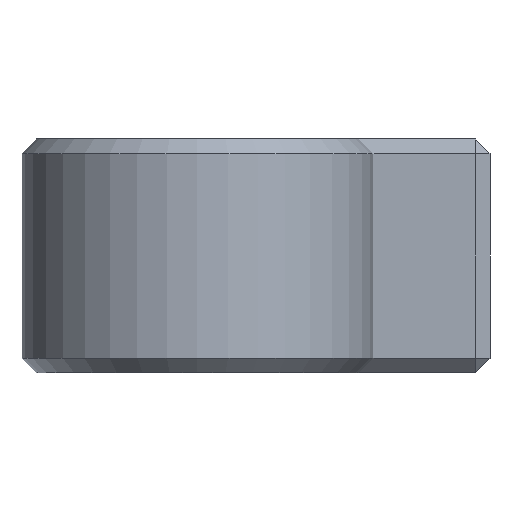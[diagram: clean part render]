
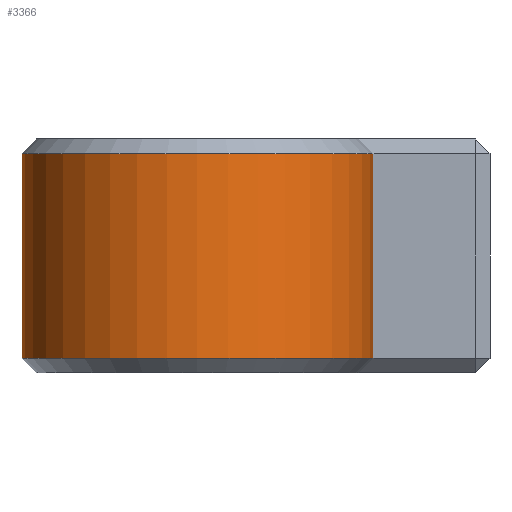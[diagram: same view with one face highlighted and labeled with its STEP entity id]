
A CAD part, front view. The second image highlights one B-rep face of the part: STEP entity #3366.
In plain terms, the highlighted cylindrical face has radius 12 mm (diameter 24 mm), a partial arc.
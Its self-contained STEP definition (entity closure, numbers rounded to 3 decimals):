
#1218 = CONICAL_SURFACE('',#1219,12.,0.785);
#1219 = AXIS2_PLACEMENT_3D('',#1220,#1221,#1222);
#1220 = CARTESIAN_POINT('',(0.,-2.,1.));
#1221 = DIRECTION('',(0.,0.,1.));
#1222 = DIRECTION('',(-1.,0.,0.));
#1485 = CONICAL_SURFACE('',#1486,12.,0.785);
#1486 = AXIS2_PLACEMENT_3D('',#1487,#1488,#1489);
#1487 = CARTESIAN_POINT('',(0.,-2.,15.));
#1488 = DIRECTION('',(-0.,-0.,-1.));
#1489 = DIRECTION('',(-1.,0.,0.));
#2129 = PLANE('',#2130);
#2130 = AXIS2_PLACEMENT_3D('',#2131,#2132,#2133);
#2131 = CARTESIAN_POINT('',(-12.,-2.,0.));
#2132 = DIRECTION('',(1.,0.,0.));
#2133 = DIRECTION('',(0.,0.,1.));
#2189 = VERTEX_POINT('',#2190);
#2190 = CARTESIAN_POINT('',(-12.,-2.,1.));
#2294 = EDGE_CURVE('',#2189,#2295,#2297,.T.);
#2295 = VERTEX_POINT('',#2296);
#2296 = CARTESIAN_POINT('',(12.,-2.,1.));
#2297 = SURFACE_CURVE('',#2298,(#2303,#2310),.PCURVE_S1.);
#2298 = CIRCLE('',#2299,12.);
#2299 = AXIS2_PLACEMENT_3D('',#2300,#2301,#2302);
#2300 = CARTESIAN_POINT('',(0.,-2.,1.));
#2301 = DIRECTION('',(0.,-0.,1.));
#2302 = DIRECTION('',(-1.,0.,0.));
#2303 = PCURVE('',#1218,#2304);
#2304 = DEFINITIONAL_REPRESENTATION('',(#2305),#2309);
#2305 = LINE('',#2306,#2307);
#2306 = CARTESIAN_POINT('',(0.,-0.));
#2307 = VECTOR('',#2308,1.);
#2308 = DIRECTION('',(1.,-0.));
#2309 = ( GEOMETRIC_REPRESENTATION_CONTEXT(2) 
PARAMETRIC_REPRESENTATION_CONTEXT() REPRESENTATION_CONTEXT('2D SPACE',''
  ) );
#2310 = PCURVE('',#2311,#2316);
#2311 = CYLINDRICAL_SURFACE('',#2312,12.);
#2312 = AXIS2_PLACEMENT_3D('',#2313,#2314,#2315);
#2313 = CARTESIAN_POINT('',(0.,-2.,0.));
#2314 = DIRECTION('',(0.,0.,1.));
#2315 = DIRECTION('',(1.,0.,0.));
#2316 = DEFINITIONAL_REPRESENTATION('',(#2317),#2321);
#2317 = LINE('',#2318,#2319);
#2318 = CARTESIAN_POINT('',(3.142,1.));
#2319 = VECTOR('',#2320,1.);
#2320 = DIRECTION('',(1.,0.));
#2321 = ( GEOMETRIC_REPRESENTATION_CONTEXT(2) 
PARAMETRIC_REPRESENTATION_CONTEXT() REPRESENTATION_CONTEXT('2D SPACE',''
  ) );
#2440 = PLANE('',#2441);
#2441 = AXIS2_PLACEMENT_3D('',#2442,#2443,#2444);
#2442 = CARTESIAN_POINT('',(12.,-2.,0.));
#2443 = DIRECTION('',(1.,0.,0.));
#2444 = DIRECTION('',(0.,0.,1.));
#2830 = VERTEX_POINT('',#2831);
#2831 = CARTESIAN_POINT('',(-12.,-2.,15.));
#2924 = EDGE_CURVE('',#2830,#2925,#2927,.T.);
#2925 = VERTEX_POINT('',#2926);
#2926 = CARTESIAN_POINT('',(12.,-2.,15.));
#2927 = SURFACE_CURVE('',#2928,(#2933,#2940),.PCURVE_S1.);
#2928 = CIRCLE('',#2929,12.);
#2929 = AXIS2_PLACEMENT_3D('',#2930,#2931,#2932);
#2930 = CARTESIAN_POINT('',(0.,-2.,15.));
#2931 = DIRECTION('',(0.,0.,1.));
#2932 = DIRECTION('',(-1.,0.,0.));
#2933 = PCURVE('',#1485,#2934);
#2934 = DEFINITIONAL_REPRESENTATION('',(#2935),#2939);
#2935 = LINE('',#2936,#2937);
#2936 = CARTESIAN_POINT('',(-0.,-0.));
#2937 = VECTOR('',#2938,1.);
#2938 = DIRECTION('',(-1.,-0.));
#2939 = ( GEOMETRIC_REPRESENTATION_CONTEXT(2) 
PARAMETRIC_REPRESENTATION_CONTEXT() REPRESENTATION_CONTEXT('2D SPACE',''
  ) );
#2940 = PCURVE('',#2311,#2941);
#2941 = DEFINITIONAL_REPRESENTATION('',(#2942),#2946);
#2942 = LINE('',#2943,#2944);
#2943 = CARTESIAN_POINT('',(3.142,15.));
#2944 = VECTOR('',#2945,1.);
#2945 = DIRECTION('',(1.,0.));
#2946 = ( GEOMETRIC_REPRESENTATION_CONTEXT(2) 
PARAMETRIC_REPRESENTATION_CONTEXT() REPRESENTATION_CONTEXT('2D SPACE',''
  ) );
#3319 = EDGE_CURVE('',#2189,#2830,#3320,.T.);
#3320 = SURFACE_CURVE('',#3321,(#3325,#3332),.PCURVE_S1.);
#3321 = LINE('',#3322,#3323);
#3322 = CARTESIAN_POINT('',(-12.,-2.,0.));
#3323 = VECTOR('',#3324,1.);
#3324 = DIRECTION('',(0.,0.,1.));
#3325 = PCURVE('',#2129,#3326);
#3326 = DEFINITIONAL_REPRESENTATION('',(#3327),#3331);
#3327 = LINE('',#3328,#3329);
#3328 = CARTESIAN_POINT('',(0.,0.));
#3329 = VECTOR('',#3330,1.);
#3330 = DIRECTION('',(1.,0.));
#3331 = ( GEOMETRIC_REPRESENTATION_CONTEXT(2) 
PARAMETRIC_REPRESENTATION_CONTEXT() REPRESENTATION_CONTEXT('2D SPACE',''
  ) );
#3332 = PCURVE('',#2311,#3333);
#3333 = DEFINITIONAL_REPRESENTATION('',(#3334),#3338);
#3334 = LINE('',#3335,#3336);
#3335 = CARTESIAN_POINT('',(3.142,0.));
#3336 = VECTOR('',#3337,1.);
#3337 = DIRECTION('',(0.,1.));
#3338 = ( GEOMETRIC_REPRESENTATION_CONTEXT(2) 
PARAMETRIC_REPRESENTATION_CONTEXT() REPRESENTATION_CONTEXT('2D SPACE',''
  ) );
#3366 = ADVANCED_FACE('',(#3367),#2311,.T.);
#3367 = FACE_BOUND('',#3368,.T.);
#3368 = EDGE_LOOP('',(#3369,#3390,#3391,#3392));
#3369 = ORIENTED_EDGE('',*,*,#3370,.T.);
#3370 = EDGE_CURVE('',#2295,#2925,#3371,.T.);
#3371 = SURFACE_CURVE('',#3372,(#3376,#3383),.PCURVE_S1.);
#3372 = LINE('',#3373,#3374);
#3373 = CARTESIAN_POINT('',(12.,-2.,0.));
#3374 = VECTOR('',#3375,1.);
#3375 = DIRECTION('',(0.,0.,1.));
#3376 = PCURVE('',#2311,#3377);
#3377 = DEFINITIONAL_REPRESENTATION('',(#3378),#3382);
#3378 = LINE('',#3379,#3380);
#3379 = CARTESIAN_POINT('',(6.283,-0.));
#3380 = VECTOR('',#3381,1.);
#3381 = DIRECTION('',(0.,1.));
#3382 = ( GEOMETRIC_REPRESENTATION_CONTEXT(2) 
PARAMETRIC_REPRESENTATION_CONTEXT() REPRESENTATION_CONTEXT('2D SPACE',''
  ) );
#3383 = PCURVE('',#2440,#3384);
#3384 = DEFINITIONAL_REPRESENTATION('',(#3385),#3389);
#3385 = LINE('',#3386,#3387);
#3386 = CARTESIAN_POINT('',(0.,0.));
#3387 = VECTOR('',#3388,1.);
#3388 = DIRECTION('',(1.,0.));
#3389 = ( GEOMETRIC_REPRESENTATION_CONTEXT(2) 
PARAMETRIC_REPRESENTATION_CONTEXT() REPRESENTATION_CONTEXT('2D SPACE',''
  ) );
#3390 = ORIENTED_EDGE('',*,*,#2924,.F.);
#3391 = ORIENTED_EDGE('',*,*,#3319,.F.);
#3392 = ORIENTED_EDGE('',*,*,#2294,.T.);
